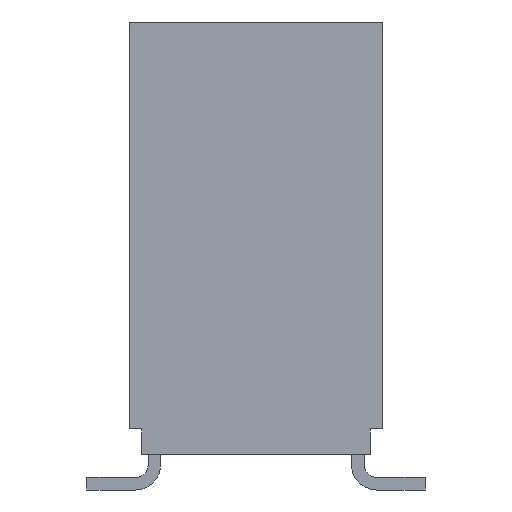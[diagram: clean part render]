
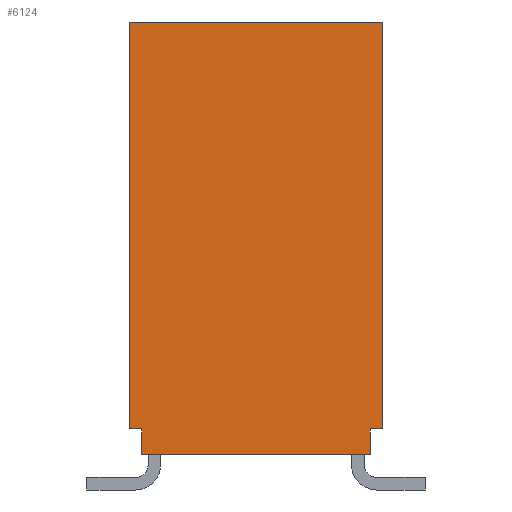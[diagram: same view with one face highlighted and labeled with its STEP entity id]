
A CAD part, left-side view. The second image highlights one B-rep face of the part: STEP entity #6124.
In plain terms, the highlighted planar face has unit normal (-1, 0, 0).
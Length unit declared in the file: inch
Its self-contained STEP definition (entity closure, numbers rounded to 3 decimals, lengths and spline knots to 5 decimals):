
#5=DIRECTION('',(0.,-1.,0.));
#6=VECTOR('',#5,0.18);
#7=CARTESIAN_POINT('',(-0.2995,0.09,0.));
#8=LINE('',#7,#6);
#149=DIRECTION('',(0.,0.,1.));
#150=VECTOR('',#149,0.02);
#151=CARTESIAN_POINT('',(-0.2995,0.09,0.));
#152=LINE('',#151,#150);
#153=DIRECTION('',(0.,-1.,0.));
#154=VECTOR('',#153,0.0095);
#155=CARTESIAN_POINT('',(-0.2995,0.0995,0.02));
#156=LINE('',#155,#154);
#157=DIRECTION('',(0.,0.,1.));
#158=VECTOR('',#157,0.32);
#159=CARTESIAN_POINT('',(-0.2995,0.0995,0.02));
#160=LINE('',#159,#158);
#161=DIRECTION('',(0.,1.,0.));
#162=VECTOR('',#161,0.0095);
#163=CARTESIAN_POINT('',(-0.2995,-0.0995,0.02));
#164=LINE('',#163,#162);
#165=DIRECTION('',(0.,0.,1.));
#166=VECTOR('',#165,0.02);
#167=CARTESIAN_POINT('',(-0.2995,-0.09,0.));
#168=LINE('',#167,#166);
#449=DIRECTION('',(0.,0.,1.));
#450=VECTOR('',#449,0.32);
#451=CARTESIAN_POINT('',(-0.2995,-0.0995,0.02));
#452=LINE('',#451,#450);
#969=DIRECTION('',(0.,-1.,0.));
#970=VECTOR('',#969,0.199);
#971=CARTESIAN_POINT('',(-0.2995,0.0995,0.34));
#972=LINE('',#971,#970);
#4369=CARTESIAN_POINT('',(-0.2995,0.0995,0.34));
#4370=CARTESIAN_POINT('',(-0.2995,-0.0995,0.34));
#4371=VERTEX_POINT('',#4369);
#4372=VERTEX_POINT('',#4370);
#4477=CARTESIAN_POINT('',(-0.2995,0.09,0.));
#4479=VERTEX_POINT('',#4477);
#4501=CARTESIAN_POINT('',(-0.2995,-0.09,0.));
#4503=VERTEX_POINT('',#4501);
#4525=CARTESIAN_POINT('',(-0.2995,0.09,0.02));
#4526=VERTEX_POINT('',#4525);
#4527=CARTESIAN_POINT('',(-0.2995,0.0995,0.02));
#4528=VERTEX_POINT('',#4527);
#4529=CARTESIAN_POINT('',(-0.2995,-0.0995,0.02));
#4530=CARTESIAN_POINT('',(-0.2995,-0.09,0.02));
#4531=VERTEX_POINT('',#4529);
#4532=VERTEX_POINT('',#4530);
#6104=CARTESIAN_POINT('',(-0.2995,0.0995,0.));
#6105=DIRECTION('',(-1.,0.,0.));
#6106=DIRECTION('',(0.,-1.,0.));
#6107=AXIS2_PLACEMENT_3D('',#6104,#6105,#6106);
#6108=PLANE('',#6107);
#6109=ORIENTED_EDGE('',*,*,#5891,.T.);
#6111=ORIENTED_EDGE('',*,*,#6110,.F.);
#6113=ORIENTED_EDGE('',*,*,#6112,.T.);
#6115=ORIENTED_EDGE('',*,*,#6114,.T.);
#6117=ORIENTED_EDGE('',*,*,#6116,.F.);
#6119=ORIENTED_EDGE('',*,*,#6118,.T.);
#6120=ORIENTED_EDGE('',*,*,#6006,.F.);
#6121=ORIENTED_EDGE('',*,*,#5776,.F.);
#6122=EDGE_LOOP('',(#6109,#6111,#6113,#6115,#6117,#6119,#6120,#6121));
#6123=FACE_OUTER_BOUND('',#6122,.F.);
#6124=ADVANCED_FACE('',(#6123),#6108,.T.);
#5776=EDGE_CURVE('',#4479,#4503,#8,.T.);
#5891=EDGE_CURVE('',#4479,#4526,#152,.T.);
#6006=EDGE_CURVE('',#4503,#4532,#168,.T.);
#6110=EDGE_CURVE('',#4528,#4526,#156,.T.);
#6112=EDGE_CURVE('',#4528,#4371,#160,.T.);
#6114=EDGE_CURVE('',#4371,#4372,#972,.T.);
#6116=EDGE_CURVE('',#4531,#4372,#452,.T.);
#6118=EDGE_CURVE('',#4531,#4532,#164,.T.);
